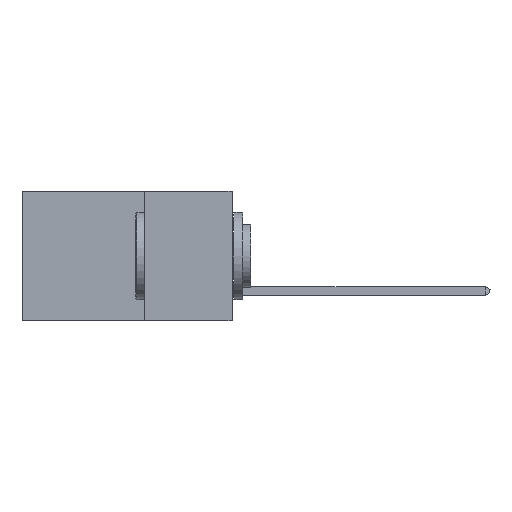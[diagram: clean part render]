
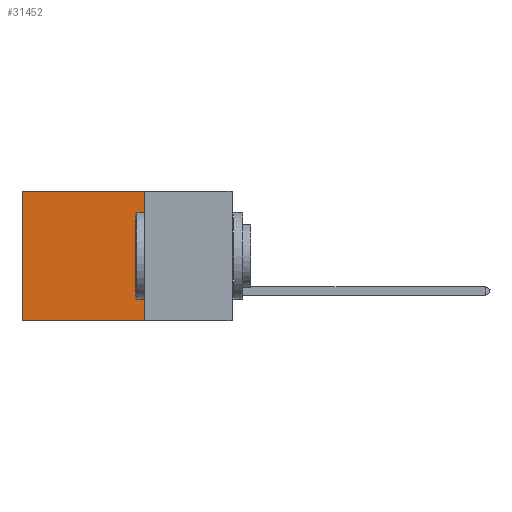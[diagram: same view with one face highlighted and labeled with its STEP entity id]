
A CAD part, left-side view. The second image highlights one B-rep face of the part: STEP entity #31452.
In plain terms, the highlighted planar face has unit normal (-1, 0, 0).
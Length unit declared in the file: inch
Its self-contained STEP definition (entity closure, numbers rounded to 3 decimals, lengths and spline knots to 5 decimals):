
#519 = PLANE ( 'NONE',  #44682 ) ;
#1411 = VERTEX_POINT ( 'NONE', #29477 ) ;
#1880 = VECTOR ( 'NONE', #27494, 39.37008 ) ;
#3271 = VECTOR ( 'NONE', #11377, 39.37008 ) ;
#3369 = DIRECTION ( 'NONE',  ( 0., 1., 0. ) ) ;
#4218 = LINE ( 'NONE', #5482, #1880 ) ;
#5482 = CARTESIAN_POINT ( 'NONE',  ( 0.2875, 0.25, 0. ) ) ;
#6657 = CARTESIAN_POINT ( 'NONE',  ( 0.2875, 0.25, 0. ) ) ;
#8095 = DIRECTION ( 'NONE',  ( 1., 0., 0. ) ) ;
#8207 = ORIENTED_EDGE ( 'NONE', *, *, #16258, .F. ) ;
#9159 = ORIENTED_EDGE ( 'NONE', *, *, #29783, .T. ) ;
#11377 = DIRECTION ( 'NONE',  ( 0., 0., -1. ) ) ;
#15083 = FACE_OUTER_BOUND ( 'NONE', #46064, .T. ) ;
#16258 = EDGE_CURVE ( 'NONE', #47154, #28398, #20980, .T. ) ;
#17047 = DIRECTION ( 'NONE',  ( 0., 0., -1. ) ) ;
#20980 = LINE ( 'NONE', #40696, #38036 ) ;
#23520 = CARTESIAN_POINT ( 'NONE',  ( 0.2875, 0.6, -0.37 ) ) ;
#25684 = VECTOR ( 'NONE', #40538, 39.37008 ) ;
#26510 = CARTESIAN_POINT ( 'NONE',  ( 0.2875, 0.6, 0. ) ) ;
#26827 = CARTESIAN_POINT ( 'NONE',  ( 0.2875, 0.25, 0. ) ) ;
#27494 = DIRECTION ( 'NONE',  ( 0., 0., -1. ) ) ;
#28398 = VERTEX_POINT ( 'NONE', #23520 ) ;
#29477 = CARTESIAN_POINT ( 'NONE',  ( 0.2875, 0.25, 0. ) ) ;
#29729 = ORIENTED_EDGE ( 'NONE', *, *, #40659, .T. ) ;
#29783 = EDGE_CURVE ( 'NONE', #1411, #39177, #39824, .T. ) ;
#31452 = ADVANCED_FACE ( 'NONE', ( #15083 ), #519, .F. ) ;
#35178 = EDGE_CURVE ( 'NONE', #1411, #47154, #4218, .T. ) ;
#36870 = CARTESIAN_POINT ( 'NONE',  ( 0.2875, 0.25, -0.37 ) ) ;
#36962 = ORIENTED_EDGE ( 'NONE', *, *, #35178, .F. ) ;
#38036 = VECTOR ( 'NONE', #3369, 39.37008 ) ;
#39177 = VERTEX_POINT ( 'NONE', #48272 ) ;
#39824 = LINE ( 'NONE', #6657, #25684 ) ;
#40538 = DIRECTION ( 'NONE',  ( 0., 1., 0. ) ) ;
#40659 = EDGE_CURVE ( 'NONE', #39177, #28398, #42741, .T. ) ;
#40696 = CARTESIAN_POINT ( 'NONE',  ( 0.2875, 0.25, -0.37 ) ) ;
#42741 = LINE ( 'NONE', #26510, #3271 ) ;
#44682 = AXIS2_PLACEMENT_3D ( 'NONE', #26827, #8095, #17047 ) ;
#46064 = EDGE_LOOP ( 'NONE', ( #29729, #8207, #36962, #9159 ) ) ;
#47154 = VERTEX_POINT ( 'NONE', #36870 ) ;
#48272 = CARTESIAN_POINT ( 'NONE',  ( 0.2875, 0.6, 0. ) ) ;
